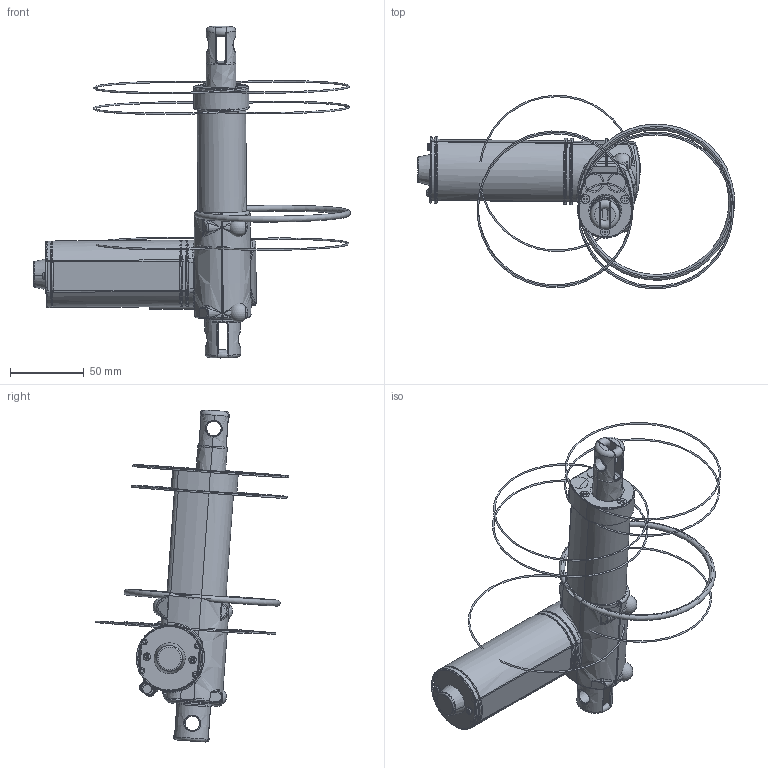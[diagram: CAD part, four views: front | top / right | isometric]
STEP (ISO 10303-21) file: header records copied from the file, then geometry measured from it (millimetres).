
FILE_DESCRIPTION((''),'2;1');
FILE_NAME('ASM0003_ASM','2017-01-19T',('user'),(''),'PRO/ENGINEER BY PARAMETRIC TECHNOLOGY CORPORATION, 2008090','PRO/ENGINEER BY PARAMETRIC TECHNOLOGY CORPORATION, 2008090','');
FILE_SCHEMA(('CONFIG_CONTROL_DESIGN'));
Products named in the file (3): ASM0001_ASM; ASM0006_ASM; ASM0003_ASM
Assembly tree (2 placements, depth 2):
  ASM0003_ASM
    ASM0001_ASM
    ASM0006_ASM
Bounding box: 214.53 x 131.1 x 224.64 mm (x, y, z)
Surface area: 176804.9 mm2 (no closed solid volume)
Topology: 0 solids, 0 shells, 2150 faces, 11598 edges, 11219 vertices
Faces by surface type: bspline 1673, torus 341, sphere 136
Entity records: 185534 total; most frequent: CARTESIAN_POINT 88442, DIRECTION 15995, TRIMMED_CURVE 12552, DEFINITIONAL_REPRESENTATION 10899, PCURVE 10899, COMPOSITE_CURVE_SEGMENT 10899, VECTOR 10073, LINE 10073
